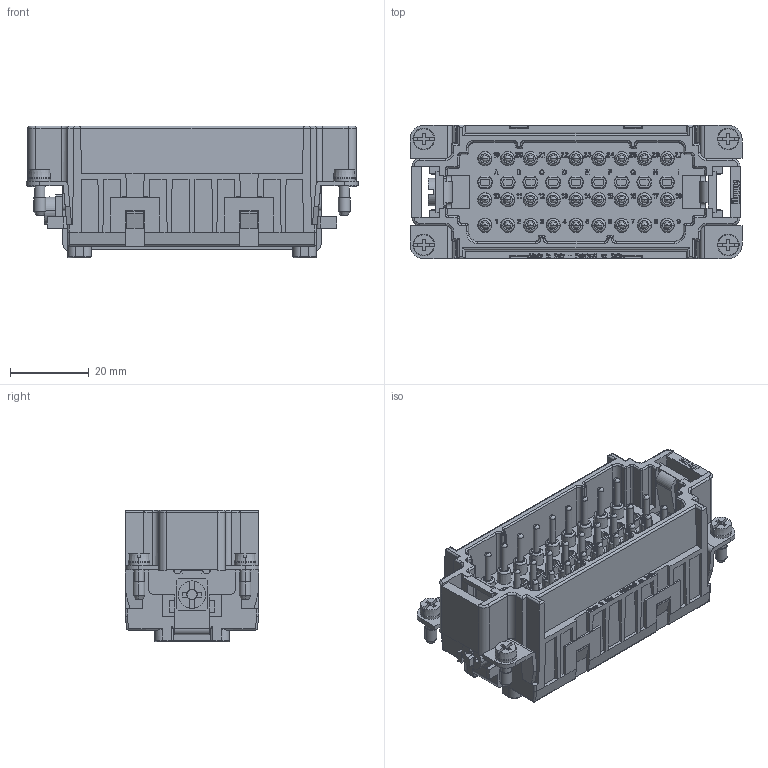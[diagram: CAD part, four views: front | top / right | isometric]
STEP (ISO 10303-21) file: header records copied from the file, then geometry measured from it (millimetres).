
FILE_DESCRIPTION(('Creo Elements/Direct Modeling STEP Export'),'2;1');
FILE_NAME('CDSM_27.stp','2012-02-20T16:56:38',(''),(''),'Creo Elements/Direct Modeling STEP processor for AP214 (Solid Model)','Creo Elements/Direct Modeling 17.0D 15-Jul-2011 (C) Parametric Technology GmbH','');
FILE_SCHEMA(('AUTOMOTIVE_DESIGN { 1 0 10303 214 1 1 1 1 }'));
Products named in the file (2): CDSM_27
Assembly tree (1 placements, depth 2):
  CDSM_27
    CDSM_27
Bounding box: 84.5 x 34 x 33.5 mm (x, y, z)
Volume: 46701.2 mm3; surface area: 24112.1 mm2
Topology: 1 solids, 2 shells, 6617 faces, 18546 edges, 12238 vertices
Faces by surface type: plane 5843, cylinder 422, torus 156, cone 124, bspline 66, extrusion 6
Entity records: 242668 total; most frequent: CARTESIAN_POINT 59957, ORIENTED_EDGE 37092, DIRECTION 31235, EDGE_CURVE 18546, VECTOR 16545, LINE 16539, VERTEX_POINT 12238, AXIS2_PLACEMENT_3D 7345
